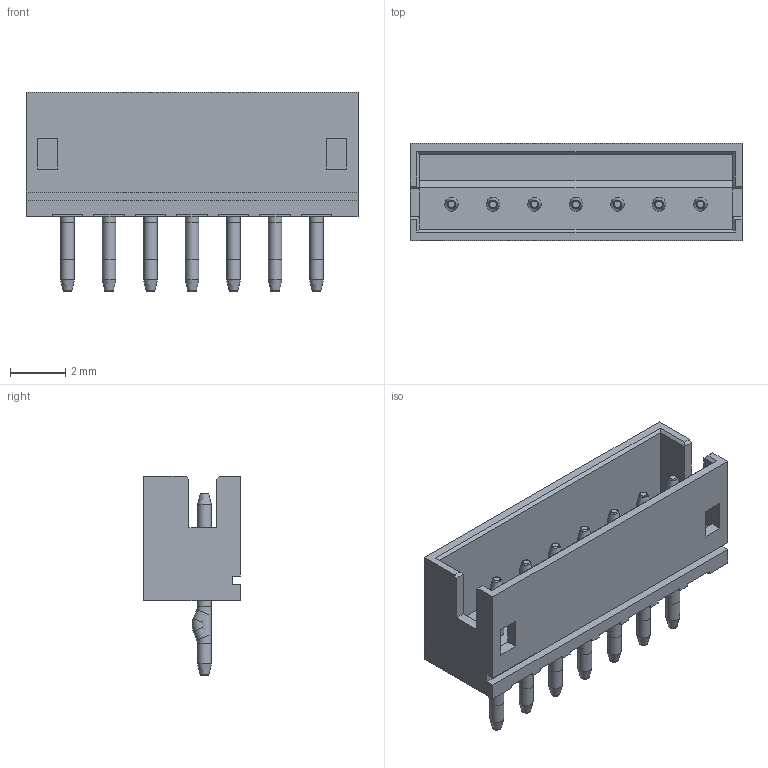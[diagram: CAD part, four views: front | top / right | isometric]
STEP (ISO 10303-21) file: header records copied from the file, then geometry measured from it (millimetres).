
FILE_DESCRIPTION(/* description */ ('Unknown'),/* implementation_level */ '2;1');
FILE_NAME(/* name */ '64800711622',/* time_stamp */ '2018-11-05T16:38:16+01:00',/* author */ ('Unknown'),/* organization */ ('Unknown'),/* preprocessor_version */ 'ST-DEVELOPER v16.7',/* originating_system */ 'DEX',/* authorisation */ $);
FILE_SCHEMA (('AUTOMOTIVE_DESIGN {1 0 10303 214 3 1 1}'));
Length unit declared in the file: millimetre
Products named in the file (4): 6480xx11622; 64800711622; 6480xx11622_PIN; 6480xx11622_PIN2
Assembly tree (15 placements, depth 2):
  6480xx11622
    64800711622
    6480xx11622_PIN  x7
    6480xx11622_PIN2  x7
Bounding box: 12 x 3.5 x 7.2 mm (x, y, z)
Volume: 104.8 mm3; surface area: 473.7 mm2
Topology: 15 solids, 15 shells, 245 faces, 588 edges, 373 vertices
Faces by surface type: plane 126, torus 49, cylinder 42, cone 28
Full cylindrical faces by diameter (mm): 0.5 x42
Entity records: 3944 total; most frequent: CARTESIAN_POINT 669, DIRECTION 626, ORIENTED_EDGE 624, EDGE_CURVE 312, LINE 280, VECTOR 280, VERTEX_POINT 216, AXIS2_PLACEMENT_3D 173
